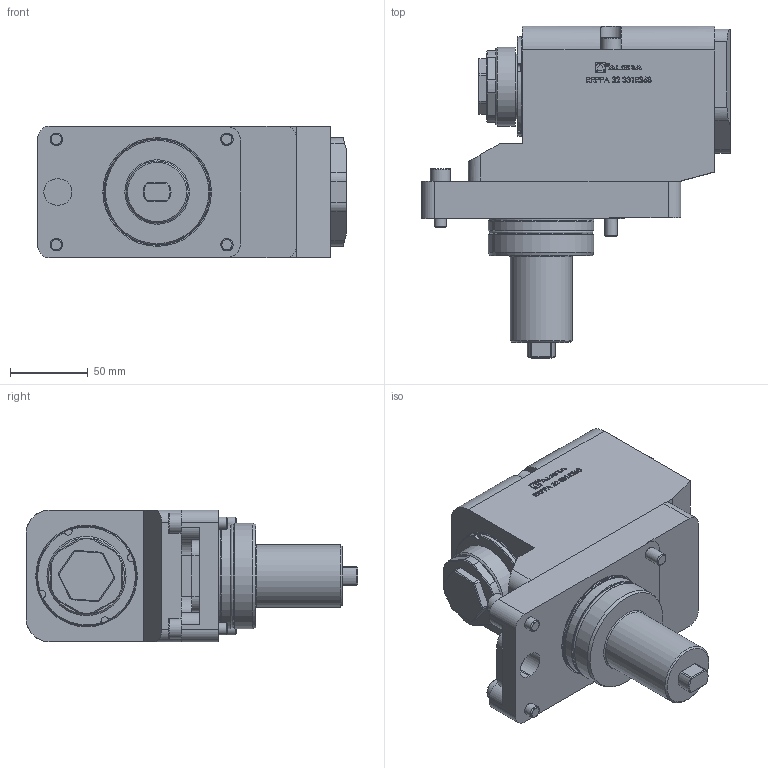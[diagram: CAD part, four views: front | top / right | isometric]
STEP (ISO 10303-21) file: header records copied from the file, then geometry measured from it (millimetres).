
FILE_DESCRIPTION (( 'STEP AP214' ), '1' );
FILE_NAME ('RRPPA32331RS68.STEP', '2023-03-17T14:07:10', ( '' ), ( '' ), 'SwSTEP 2.0', 'SolidWorks 2016', '' );
FILE_SCHEMA (( 'AUTOMOTIVE_DESIGN' ));
Length unit declared in the file: millimetre
Products named in the file (1): RRPPA32331RS68
Bounding box: 199 x 214 x 85 mm (x, y, z)
Volume: 1684886.9 mm3; surface area: 111352.5 mm2
Topology: 2 solids, 2 shells, 586 faces, 1502 edges, 977 vertices
Faces by surface type: plane 334, bspline 121, cylinder 88, cone 32, torus 11
Full cylindrical faces by diameter (mm): 1.7 x1, 2.1 x1, 6.366 x1, 8 x4, 13 x4, 40 x1, 42.3 x1, 51 x1, 64 x1, 65 x1, 67.6 x1, 68 x2
Entity records: 27226 total; most frequent: CARTESIAN_POINT 10355, ORIENTED_EDGE 2884, DIRECTION 2321, EDGE_CURVE 1442, VERTEX_POINT 961, LINE 915, VECTOR 915, AXIS2_PLACEMENT_3D 703
